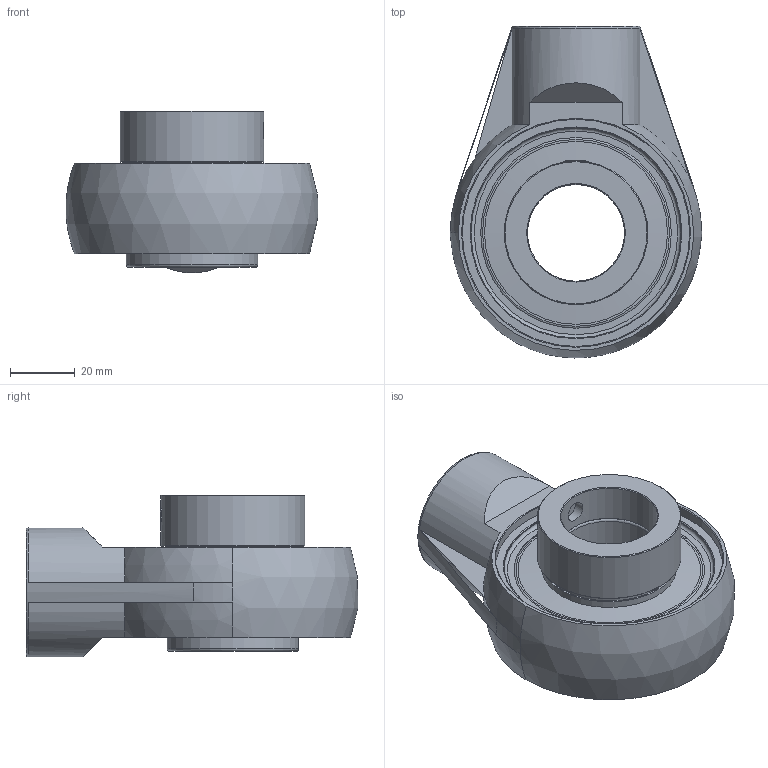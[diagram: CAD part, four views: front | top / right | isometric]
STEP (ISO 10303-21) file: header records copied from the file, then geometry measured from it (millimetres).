
FILE_DESCRIPTION(('HOOPS Exchange Step'),'2;1');
FILE_NAME('export-1780F485-C44D-43B5-A58E-A5BE07EAD8ED.stp','2020-05-19T09:16:22-07:00',('dkerr'),('Alibre'),'HOOPS Exchange 2020.0','Alibre','Unknown authorisation');
FILE_SCHEMA( ('AP242_MANAGED_MODEL_BASED_3D_ENGINEERING_MIM_LF {1 0 10303 442 1 1 4 }') );
Length unit declared in the file: inch
Products named in the file (8): MRN SHAM L4L 206; SHC 206 (Shield); SHC 206 (Ball Bearing); SHC 206 (Setscrew); SHC 206 (Collar); SHC 206 L4L (30mm) (Race); MRN SHC 206 L4L (30mm); MRN SHCSHAM 206 L4L (30mm)
Assembly tree (7 placements, depth 3):
  MRN SHCSHAM 206 L4L (30mm)
    MRN SHAM L4L 206
    MRN SHC 206 L4L (30mm)
      SHC 206 (Shield)
      SHC 206 (Ball Bearing)
      SHC 206 (Setscrew)
      SHC 206 (Collar)
      SHC 206 L4L (30mm) (Race)
Bounding box: 77.97 x 102.7 x 50.1 mm (x, y, z)
Volume: 115822.3 mm3; surface area: 51844.6 mm2
Topology: 16 solids, 16 shells, 145 faces, 387 edges, 254 vertices
Faces by surface type: cylinder 44, plane 43, sphere 21, cone 17, torus 14, bspline 6
Full cylindrical faces by diameter (mm): 6.35 x7, 19.05 x1, 30 x2, 37.631 x2, 40.64 x4, 41.656 x2, 44.5 x1, 55.093 x2, 56.642 x4, 65.017 x2, 70.35 x1
Entity records: 11344 total; most frequent: CARTESIAN_POINT 7502, DIRECTION 832, ORIENTED_EDGE 722, AXIS2_PLACEMENT_3D 364, EDGE_CURVE 361, VERTEX_POINT 254, CIRCLE 200, EDGE_LOOP 165
